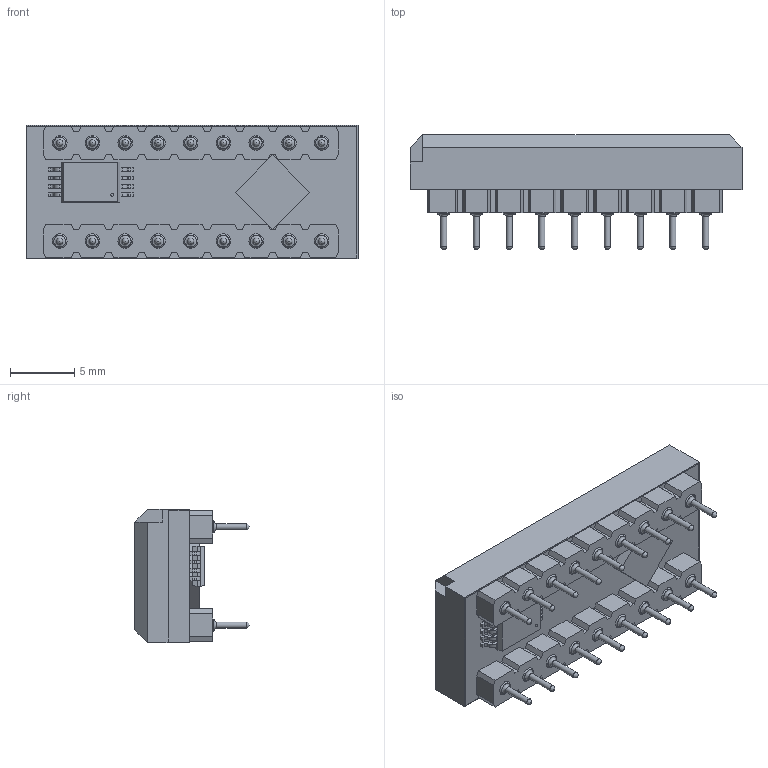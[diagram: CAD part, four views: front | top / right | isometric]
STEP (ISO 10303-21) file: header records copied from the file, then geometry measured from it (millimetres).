
FILE_DESCRIPTION (( 'STEP AP214' ), '1' );
FILE_NAME ('mp-Lowdriver 3D model_wC.STEP', '2022-02-01T17:08:50', ( '' ), ( '' ), 'SwSTEP 2.0', 'SolidWorks 2018', '' );
FILE_SCHEMA (( 'AUTOMOTIVE_DESIGN' ));
Length unit declared in the file: millimetre
Products named in the file (20): D1; U1; U2; C2; L1; DE41, DE42; DE43, DE44 Mitte; C3; C1; R11; DE43, DE44; pcb_connector_350-80-109-00-019101; C1 Seiten; D1-SOD323_DIO.step; C2 Mitte; CE41, CE42; Coating_Highdriver; Platine; mp-Lowdriver 3D model_wC; 0603_AVX
Assembly tree (26 placements, depth 3):
  mp-Lowdriver 3D model_wC
    Platine
    0603_AVX
    D1
    pcb_connector_350-80-109-00-019101  x2
    C3
    C2
    DE41, DE42  x2
    CE41, CE42  x2
    U2
    C1
      C2 Mitte
      C1 Seiten  x2
    DE43, DE44  x2
      DE43, DE44 Mitte
      D1-SOD323_DIO.step
    R11  x2
    U1
    L1
    Coating_Highdriver
Bounding box: 25.75 x 8.89 x 10.35 mm (x, y, z)
Volume: 1580.3 mm3; surface area: 2341 mm2
Topology: 55 solids, 57 shells, 1047 faces, 2510 edges, 1600 vertices
Faces by surface type: plane 734, cylinder 166, torus 72, bspline 41, cone 18, sphere 16
Full cylindrical faces by diameter (mm): 0.09 x1, 0.225 x1, 0.47 x54, 1.13 x18
Entity records: 25712 total; most frequent: CARTESIAN_POINT 5672, ORIENTED_EDGE 3474, DIRECTION 3328, EDGE_CURVE 1746, VECTOR 1232, LINE 1232, VERTEX_POINT 1176, AXIS2_PLACEMENT_3D 1048
